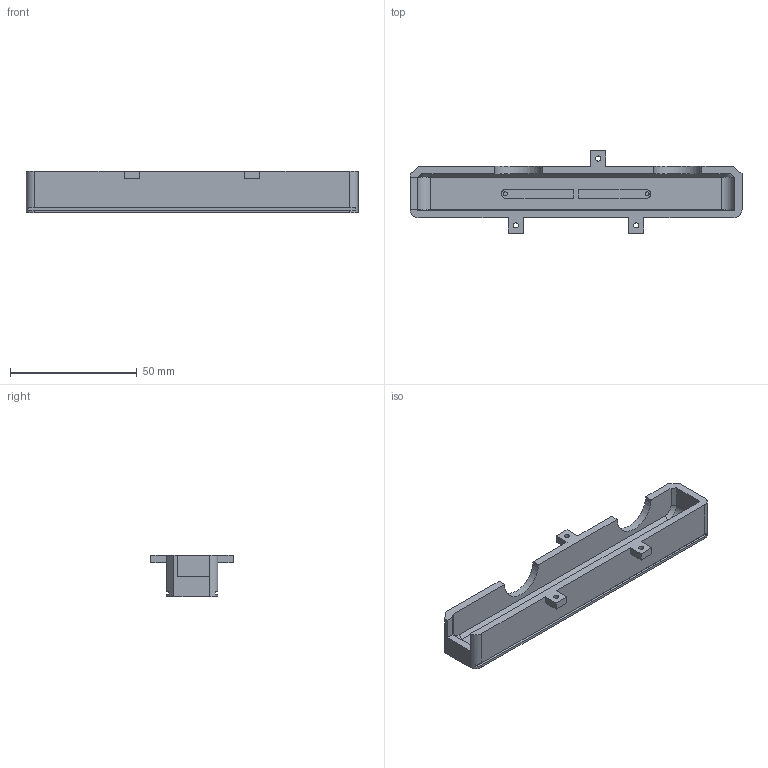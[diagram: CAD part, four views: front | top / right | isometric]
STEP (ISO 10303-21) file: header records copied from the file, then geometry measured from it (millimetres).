
FILE_DESCRIPTION(/* description */ (''),/* implementation_level */ '2;1');
FILE_NAME(/* name */ 'ZedM_case_Bottom.step',/* time_stamp */ '2024-07-16T08:45:30+02:00',/* author */ (''),/* organization */ (''),/* preprocessor_version */ 'ST-DEVELOPER v20',/* originating_system */ 'Autodesk Translation Framework v13.14.0.145',/* authorisation */ '');
FILE_SCHEMA (('AUTOMOTIVE_DESIGN { 1 0 10303 214 3 1 1 }'));
Length unit declared in the file: millimetre
Products named in the file (1): Bottom
Bounding box: 131.2 x 32.45 x 16.31 mm (x, y, z)
Volume: 18951.1 mm3; surface area: 14105.7 mm2
Topology: 1 solids, 1 shells, 76 faces, 190 edges, 123 vertices
Faces by surface type: plane 53, cylinder 19, torus 2, cone 2
Full cylindrical faces by diameter (mm): 1.623 x2, 2 x3, 4 x3
Entity records: 2297 total; most frequent: DIRECTION 390, CARTESIAN_POINT 390, ORIENTED_EDGE 380, EDGE_CURVE 190, LINE 144, VECTOR 144, VERTEX_POINT 123, AXIS2_PLACEMENT_3D 123
